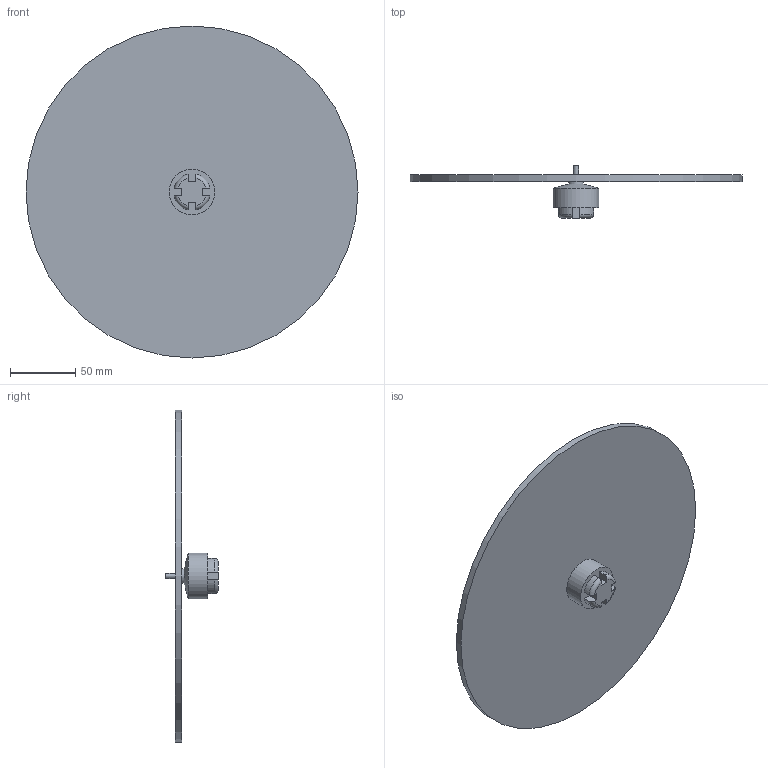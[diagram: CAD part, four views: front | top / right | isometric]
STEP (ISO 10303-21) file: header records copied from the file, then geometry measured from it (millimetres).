
FILE_DESCRIPTION(/* description */ (''),/* implementation_level */ '2;1');
FILE_NAME(/* name */ 'AX2810_750kv.step',/* time_stamp */ '2020-09-30T20:44:17+02:00',/* author */ (''),/* organization */ (''),/* preprocessor_version */ 'ST-DEVELOPER v18.1',/* originating_system */ 'Autodesk Translation Framework v9.3.0.1241',/* authorisation */ '');
FILE_SCHEMA (('AUTOMOTIVE_DESIGN { 1 0 10303 214 3 1 1 }'));
Length unit declared in the file: millimetre
Products named in the file (1): (Nicht gespeichert)
Bounding box: 254 x 40 x 254 mm (x, y, z)
Volume: 272690.4 mm3; surface area: 110097.5 mm2
Topology: 2 solids, 2 shells, 32 faces, 76 edges, 50 vertices
Faces by surface type: plane 18, cylinder 9, torus 4, cone 1
Full cylindrical faces by diameter (mm): 4 x1, 11 x2, 35 x1, 254 x1
Entity records: 1040 total; most frequent: CARTESIAN_POINT 231, DIRECTION 156, ORIENTED_EDGE 152, EDGE_CURVE 76, AXIS2_PLACEMENT_3D 55, VERTEX_POINT 50, LINE 46, VECTOR 46
